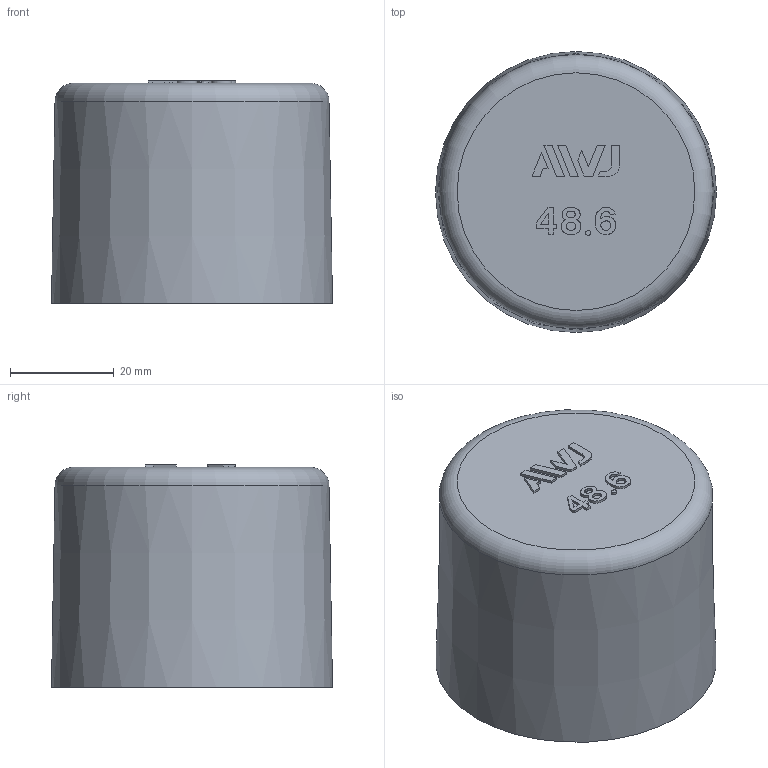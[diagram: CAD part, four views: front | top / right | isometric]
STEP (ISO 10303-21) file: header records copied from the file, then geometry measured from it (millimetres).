
FILE_DESCRIPTION( ( 'STEP AP203' ), '1' );
FILE_NAME( '40A.step', '2022-07-25T05:13:26', ( ' ' ), ( ' ' ), 'XStep 1.0', ' ', ' ' );
FILE_SCHEMA( ( 'CONFIG_CONTROL_DESIGN' ) );
Length unit declared in the file: millimetre
Products named in the file (1): 1
Bounding box: 54.3 x 54.3 x 43 mm (x, y, z)
Volume: 21208.7 mm3; surface area: 17435.8 mm2
Topology: 1 solids, 1 shells, 74 faces, 172 edges, 114 vertices
Faces by surface type: plane 57, extrusion 11, cone 2, torus 2, cylinder 2
Entity records: 2427 total; most frequent: CARTESIAN_POINT 800, ORIENTED_EDGE 330, DIRECTION 265, EDGE_CURVE 165, VECTOR 117, VERTEX_POINT 114, LINE 106, EDGE_LOOP 95
